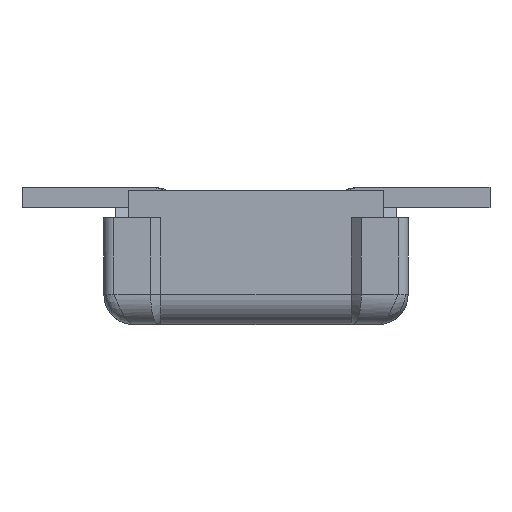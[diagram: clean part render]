
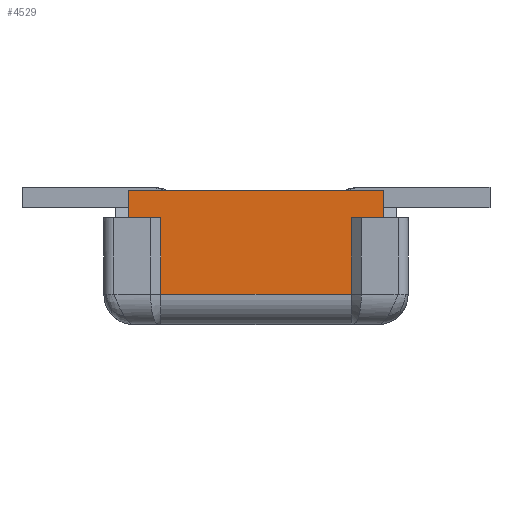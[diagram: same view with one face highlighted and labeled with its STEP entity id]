
A CAD part, front view. The second image highlights one B-rep face of the part: STEP entity #4529.
In plain terms, the highlighted planar face has unit normal (0, -1, 0).
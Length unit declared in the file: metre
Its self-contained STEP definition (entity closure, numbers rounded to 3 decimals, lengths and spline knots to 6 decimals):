
#192=PLANE('',#5572);
#520=LINE('',#8294,#1000);
#521=LINE('',#8296,#1001);
#536=LINE('',#8323,#1016);
#537=LINE('',#8325,#1017);
#538=LINE('',#8327,#1018);
#539=LINE('',#8329,#1019);
#540=LINE('',#8331,#1020);
#541=LINE('',#8333,#1021);
#1000=VECTOR('',#6330,1.);
#1001=VECTOR('',#6333,1.);
#1016=VECTOR('',#6350,1.);
#1017=VECTOR('',#6351,1.);
#1018=VECTOR('',#6352,1.);
#1019=VECTOR('',#6353,1.);
#1020=VECTOR('',#6354,1.);
#1021=VECTOR('',#6355,1.);
#1843=ORIENTED_EDGE('',*,*,#2901,.T.);
#1844=ORIENTED_EDGE('',*,*,#2900,.F.);
#1845=ORIENTED_EDGE('',*,*,#2916,.T.);
#1846=ORIENTED_EDGE('',*,*,#2917,.F.);
#1847=ORIENTED_EDGE('',*,*,#2918,.F.);
#1848=ORIENTED_EDGE('',*,*,#2919,.T.);
#1849=ORIENTED_EDGE('',*,*,#2920,.F.);
#1850=ORIENTED_EDGE('',*,*,#2921,.T.);
#2900=EDGE_CURVE('',#3451,#3448,#520,.T.);
#2901=EDGE_CURVE('',#3452,#3448,#521,.T.);
#2916=EDGE_CURVE('',#3451,#3463,#536,.T.);
#2917=EDGE_CURVE('',#3464,#3463,#537,.T.);
#2918=EDGE_CURVE('',#3465,#3464,#538,.T.);
#2919=EDGE_CURVE('',#3465,#3466,#539,.T.);
#2920=EDGE_CURVE('',#3467,#3466,#540,.T.);
#2921=EDGE_CURVE('',#3467,#3452,#541,.T.);
#3448=VERTEX_POINT('',#8287);
#3451=VERTEX_POINT('',#8293);
#3452=VERTEX_POINT('',#8297);
#3463=VERTEX_POINT('',#8324);
#3464=VERTEX_POINT('',#8326);
#3465=VERTEX_POINT('',#8328);
#3466=VERTEX_POINT('',#8330);
#3467=VERTEX_POINT('',#8332);
#3866=EDGE_LOOP('',(#1843,#1844,#1845,#1846,#1847,#1848,#1849,#1850));
#4105=FACE_BOUND('',#3866,.T.);
#4529=ADVANCED_FACE('',(#4105),#192,.T.);
#5572=AXIS2_PLACEMENT_3D('',#8322,#6348,#6349);
#6330=DIRECTION('',(0.,0.,1.));
#6333=DIRECTION('',(-1.,0.,0.));
#6348=DIRECTION('',(0.,-1.,0.));
#6349=DIRECTION('',(-1.,0.,0.));
#6350=DIRECTION('',(1.,0.,0.));
#6351=DIRECTION('',(0.,0.,1.));
#6352=DIRECTION('',(-1.,0.,0.));
#6353=DIRECTION('',(0.,0.,1.));
#6354=DIRECTION('',(-1.,0.,0.));
#6355=DIRECTION('',(0.,0.,1.));
#8287=CARTESIAN_POINT('',(-0.00038,-0.001575,0.00056));
#8293=CARTESIAN_POINT('',(-0.00038,-0.001575,0.00048));
#8294=CARTESIAN_POINT('',(-0.00038,-0.001575,0.000417));
#8296=CARTESIAN_POINT('',(0.00038,-0.001575,0.00056));
#8297=CARTESIAN_POINT('',(0.00038,-0.001575,0.00056));
#8322=CARTESIAN_POINT('',(0.000015,-0.001575,0.00038));
#8323=CARTESIAN_POINT('',(-0.00038,-0.001575,0.00048));
#8324=CARTESIAN_POINT('',(-0.000285,-0.001575,0.00048));
#8325=CARTESIAN_POINT('',(-0.000285,-0.001575,0.00025));
#8326=CARTESIAN_POINT('',(-0.000285,-0.001575,0.00025));
#8327=CARTESIAN_POINT('',(0.000285,-0.001575,0.00025));
#8328=CARTESIAN_POINT('',(0.000285,-0.001575,0.00025));
#8329=CARTESIAN_POINT('',(0.000285,-0.001575,0.00025));
#8330=CARTESIAN_POINT('',(0.000285,-0.001575,0.00048));
#8331=CARTESIAN_POINT('',(0.00038,-0.001575,0.00048));
#8332=CARTESIAN_POINT('',(0.00038,-0.001575,0.00048));
#8333=CARTESIAN_POINT('',(0.00038,-0.001575,0.00048));
